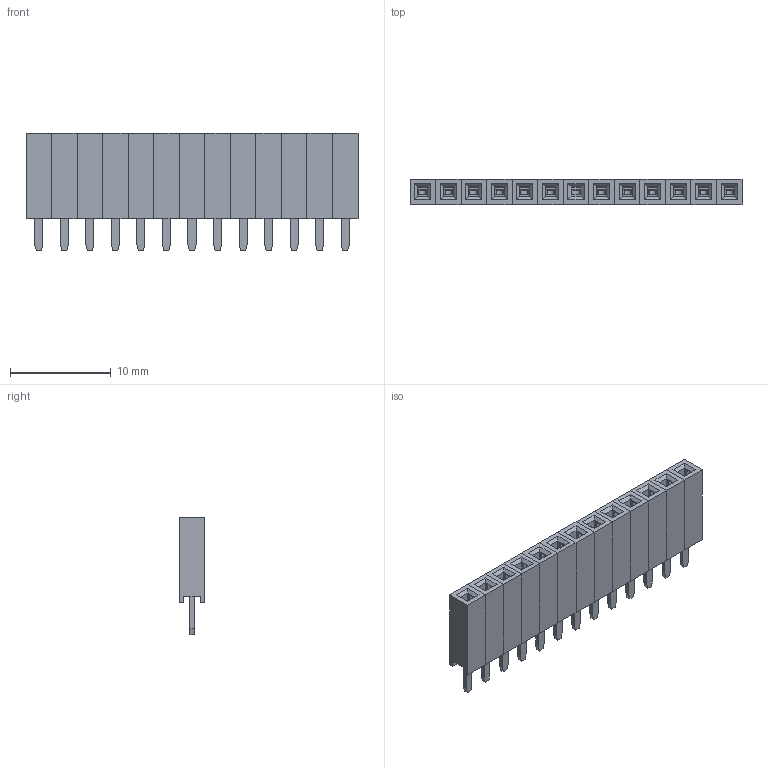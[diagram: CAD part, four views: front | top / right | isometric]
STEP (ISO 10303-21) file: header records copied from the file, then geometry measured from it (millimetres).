
FILE_DESCRIPTION (( 'STEP AP214' ), '1' );
FILE_NAME ('User Library-HeaderRangLuocDonThang2.54mm.STEP', '2017-11-30T13:58:37', ( '' ), ( '' ), 'SwSTEP 2.0', 'SolidWorks 2017', '' );
FILE_SCHEMA (( 'AUTOMOTIVE_DESIGN' ));
Length unit declared in the file: millimetre
Products named in the file (1): User Library-HeaderRangLuocDonThang2.54mm
Bounding box: 33.02 x 2.54 x 11.7 mm (x, y, z)
Volume: 594.4 mm3; surface area: 2252.5 mm2
Topology: 13 solids, 13 shells, 624 faces, 1742 edges, 1144 vertices
Faces by surface type: plane 611, cylinder 13
Entity records: 26666 total; most frequent: CARTESIAN_POINT 3511, ORIENTED_EDGE 3484, DIRECTION 3018, EDGE_CURVE 1742, LINE 1716, VECTOR 1716, VERTEX_POINT 1144, EDGE_LOOP 676
